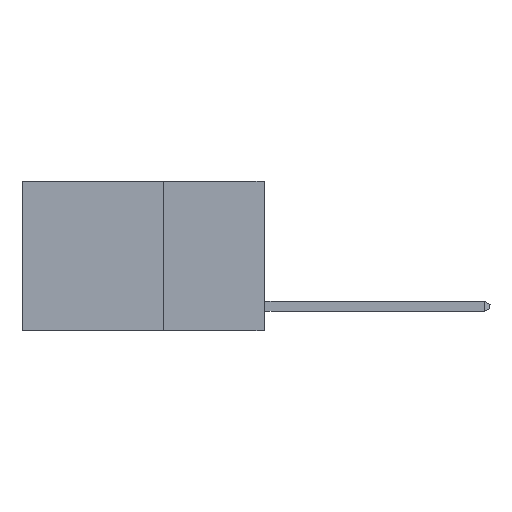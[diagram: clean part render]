
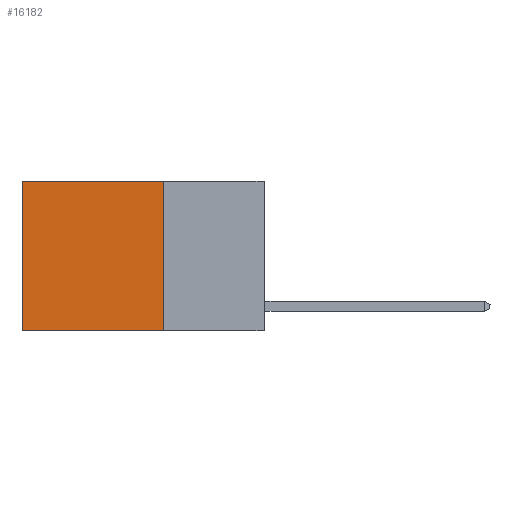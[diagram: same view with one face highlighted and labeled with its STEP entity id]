
A CAD part, left-side view. The second image highlights one B-rep face of the part: STEP entity #16182.
In plain terms, the highlighted planar face has unit normal (-1, 0, 0).
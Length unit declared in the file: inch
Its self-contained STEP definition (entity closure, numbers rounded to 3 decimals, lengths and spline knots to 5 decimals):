
#304 = VERTEX_POINT ( 'NONE', #3683 ) ;
#1001 = ORIENTED_EDGE ( 'NONE', *, *, #22414, .T. ) ;
#1629 = LINE ( 'NONE', #3523, #17330 ) ;
#2009 = DIRECTION ( 'NONE',  ( 0., 1., 0. ) ) ;
#3523 = CARTESIAN_POINT ( 'NONE',  ( 0.2625, 0.25, 0. ) ) ;
#3683 = CARTESIAN_POINT ( 'NONE',  ( 0.2625, 0.25, -0.37 ) ) ;
#3731 = AXIS2_PLACEMENT_3D ( 'NONE', #9034, #11058, #17864 ) ;
#4179 = VERTEX_POINT ( 'NONE', #21096 ) ;
#4500 = LINE ( 'NONE', #14032, #22782 ) ;
#5142 = VERTEX_POINT ( 'NONE', #11730 ) ;
#5356 = DIRECTION ( 'NONE',  ( 0., 0., -1. ) ) ;
#7006 = LINE ( 'NONE', #21776, #10894 ) ;
#7478 = ORIENTED_EDGE ( 'NONE', *, *, #11241, .F. ) ;
#7767 = DIRECTION ( 'NONE',  ( 0., 0., -1. ) ) ;
#8190 = EDGE_LOOP ( 'NONE', ( #1001, #13088, #7478, #13495 ) ) ;
#9034 = CARTESIAN_POINT ( 'NONE',  ( 0.2625, 0.25, 0. ) ) ;
#9051 = VECTOR ( 'NONE', #5356, 39.37008 ) ;
#10894 = VECTOR ( 'NONE', #7767, 39.37008 ) ;
#11058 = DIRECTION ( 'NONE',  ( 1., 0., 0. ) ) ;
#11241 = EDGE_CURVE ( 'NONE', #4179, #304, #7006, .T. ) ;
#11730 = CARTESIAN_POINT ( 'NONE',  ( 0.2625, 0.6, 0. ) ) ;
#13088 = ORIENTED_EDGE ( 'NONE', *, *, #15564, .F. ) ;
#13495 = ORIENTED_EDGE ( 'NONE', *, *, #21325, .T. ) ;
#14032 = CARTESIAN_POINT ( 'NONE',  ( 0.2625, 0.25, -0.37 ) ) ;
#14438 = FACE_OUTER_BOUND ( 'NONE', #8190, .T. ) ;
#15564 = EDGE_CURVE ( 'NONE', #304, #21980, #4500, .T. ) ;
#16182 = ADVANCED_FACE ( 'NONE', ( #14438 ), #19609, .F. ) ;
#17330 = VECTOR ( 'NONE', #2009, 39.37008 ) ;
#17864 = DIRECTION ( 'NONE',  ( 0., 0., -1. ) ) ;
#19609 = PLANE ( 'NONE',  #3731 ) ;
#19821 = CARTESIAN_POINT ( 'NONE',  ( 0.2625, 0.6, -0.37 ) ) ;
#20950 = DIRECTION ( 'NONE',  ( 0., 1., 0. ) ) ;
#21096 = CARTESIAN_POINT ( 'NONE',  ( 0.2625, 0.25, 0. ) ) ;
#21325 = EDGE_CURVE ( 'NONE', #4179, #5142, #1629, .T. ) ;
#21776 = CARTESIAN_POINT ( 'NONE',  ( 0.2625, 0.25, 0. ) ) ;
#21980 = VERTEX_POINT ( 'NONE', #19821 ) ;
#22414 = EDGE_CURVE ( 'NONE', #5142, #21980, #22615, .T. ) ;
#22615 = LINE ( 'NONE', #22916, #9051 ) ;
#22782 = VECTOR ( 'NONE', #20950, 39.37008 ) ;
#22916 = CARTESIAN_POINT ( 'NONE',  ( 0.2625, 0.6, 0. ) ) ;
